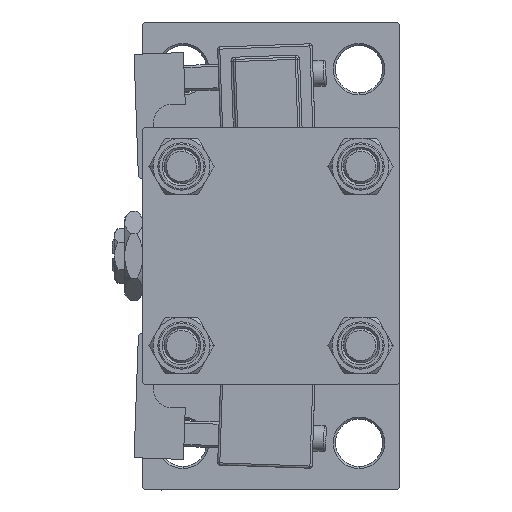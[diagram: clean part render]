
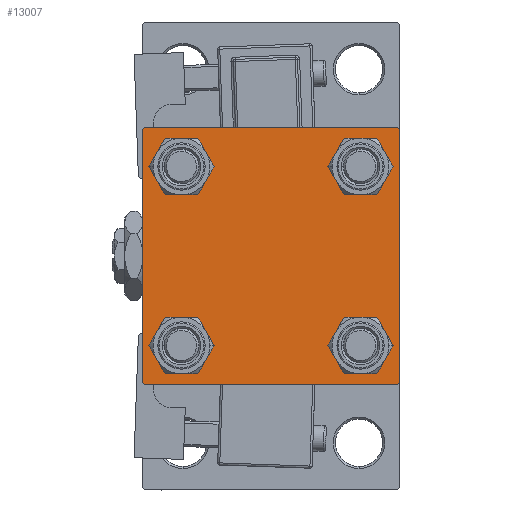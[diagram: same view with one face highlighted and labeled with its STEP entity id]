
A CAD part, left-side view. The second image highlights one B-rep face of the part: STEP entity #13007.
In plain terms, the highlighted planar face has unit normal (-1, 0, 0).
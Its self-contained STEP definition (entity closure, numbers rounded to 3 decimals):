
#250 = VECTOR ( 'NONE', #32407, 1000. ) ;
#664 = AXIS2_PLACEMENT_3D ( 'NONE', #13792, #21650, #17208 ) ;
#850 = FACE_BOUND ( 'NONE', #12889, .T. ) ;
#2024 = EDGE_CURVE ( 'NONE', #43925, #39535, #47433, .T. ) ;
#2133 = CIRCLE ( 'NONE', #19620, 4.5 ) ;
#2361 = EDGE_LOOP ( 'NONE', ( #16173, #24914 ) ) ;
#3395 = VECTOR ( 'NONE', #31588, 1000. ) ;
#3616 = VECTOR ( 'NONE', #45546, 1000. ) ;
#3711 = DIRECTION ( 'NONE',  ( 0., 0., 1. ) ) ;
#3853 = VECTOR ( 'NONE', #4189, 1000. ) ;
#3987 = EDGE_CURVE ( 'NONE', #33764, #43428, #5206, .T. ) ;
#4189 = DIRECTION ( 'NONE',  ( 0., 0., -1. ) ) ;
#4305 = AXIS2_PLACEMENT_3D ( 'NONE', #34802, #31149, #11267 ) ;
#4447 = VERTEX_POINT ( 'NONE', #7182 ) ;
#4879 = EDGE_CURVE ( 'NONE', #36205, #38087, #32399, .T. ) ;
#4959 = CARTESIAN_POINT ( 'NONE',  ( 0., -30., 29.5 ) ) ;
#5206 = LINE ( 'NONE', #33677, #41527 ) ;
#5354 = VERTEX_POINT ( 'NONE', #4959 ) ;
#5580 = DIRECTION ( 'NONE',  ( 0., 0., 1. ) ) ;
#5750 = DIRECTION ( 'NONE',  ( 1., 0., 0. ) ) ;
#6194 = VERTEX_POINT ( 'NONE', #31904 ) ;
#6272 = ORIENTED_EDGE ( 'NONE', *, *, #30846, .F. ) ;
#6280 = DIRECTION ( 'NONE',  ( 0., 0., 1. ) ) ;
#6317 = AXIS2_PLACEMENT_3D ( 'NONE', #30654, #46601, #5580 ) ;
#6408 = DIRECTION ( 'NONE',  ( 1., 0., 0. ) ) ;
#6578 = FACE_OUTER_BOUND ( 'NONE', #11852, .T. ) ;
#7182 = CARTESIAN_POINT ( 'NONE',  ( 0., 29.5, -30. ) ) ;
#8851 = ORIENTED_EDGE ( 'NONE', *, *, #19032, .T. ) ;
#8961 = LINE ( 'NONE', #49455, #3616 ) ;
#10658 = EDGE_CURVE ( 'NONE', #16518, #6194, #20336, .T. ) ;
#11267 = DIRECTION ( 'NONE',  ( 0., 0., 1. ) ) ;
#11852 = EDGE_LOOP ( 'NONE', ( #35327, #22100, #8851, #41256, #6272, #28093, #26406, #25736 ) ) ;
#11930 = CIRCLE ( 'NONE', #41147, 4.5 ) ;
#12889 = EDGE_LOOP ( 'NONE', ( #23861, #28357 ) ) ;
#13007 = ADVANCED_FACE ( 'NONE', ( #37692, #36672, #850, #16791, #6578 ), #46571, .T. ) ;
#13467 = CARTESIAN_POINT ( 'NONE',  ( 0., 20.85, 16.35 ) ) ;
#13653 = CARTESIAN_POINT ( 'NONE',  ( 0., -29.75, 29.75 ) ) ;
#13792 = CARTESIAN_POINT ( 'NONE',  ( 0., -20.85, 20.85 ) ) ;
#14355 = CARTESIAN_POINT ( 'NONE',  ( 0., 20.85, -20.85 ) ) ;
#14892 = CARTESIAN_POINT ( 'NONE',  ( 0., -20.85, -16.35 ) ) ;
#16173 = ORIENTED_EDGE ( 'NONE', *, *, #28725, .T. ) ;
#16518 = VERTEX_POINT ( 'NONE', #49807 ) ;
#16791 = FACE_BOUND ( 'NONE', #40511, .T. ) ;
#16915 = VERTEX_POINT ( 'NONE', #48624 ) ;
#17208 = DIRECTION ( 'NONE',  ( 0., 0., 1. ) ) ;
#17320 = LINE ( 'NONE', #13653, #39143 ) ;
#17488 = CARTESIAN_POINT ( 'NONE',  ( 0., -29.5, -30. ) ) ;
#17514 = CARTESIAN_POINT ( 'NONE',  ( 0., -30., -29.5 ) ) ;
#18149 = CARTESIAN_POINT ( 'NONE',  ( 0., 20.85, -20.85 ) ) ;
#18603 = CARTESIAN_POINT ( 'NONE',  ( 0., -20.85, -20.85 ) ) ;
#19032 = EDGE_CURVE ( 'NONE', #4447, #33764, #36586, .T. ) ;
#19148 = DIRECTION ( 'NONE',  ( 0., 0., 1. ) ) ;
#19620 = AXIS2_PLACEMENT_3D ( 'NONE', #14355, #5750, #21687 ) ;
#19979 = EDGE_CURVE ( 'NONE', #41027, #4447, #22295, .T. ) ;
#20336 = LINE ( 'NONE', #35762, #3395 ) ;
#21650 = DIRECTION ( 'NONE',  ( 1., 0., 0. ) ) ;
#21687 = DIRECTION ( 'NONE',  ( 0., 0., 1. ) ) ;
#21983 = ORIENTED_EDGE ( 'NONE', *, *, #29645, .T. ) ;
#22100 = ORIENTED_EDGE ( 'NONE', *, *, #19979, .T. ) ;
#22195 = ORIENTED_EDGE ( 'NONE', *, *, #48719, .T. ) ;
#22295 = LINE ( 'NONE', #50005, #41218 ) ;
#22346 = DIRECTION ( 'NONE',  ( 0., 0., 1. ) ) ;
#23087 = DIRECTION ( 'NONE',  ( 1., 0., 0. ) ) ;
#23147 = DIRECTION ( 'NONE',  ( 1., 0., 0. ) ) ;
#23339 = EDGE_CURVE ( 'NONE', #6194, #41027, #41656, .T. ) ;
#23861 = ORIENTED_EDGE ( 'NONE', *, *, #25777, .T. ) ;
#24361 = EDGE_CURVE ( 'NONE', #16915, #42175, #37183, .T. ) ;
#24914 = ORIENTED_EDGE ( 'NONE', *, *, #24361, .T. ) ;
#25736 = ORIENTED_EDGE ( 'NONE', *, *, #10658, .T. ) ;
#25777 = EDGE_CURVE ( 'NONE', #39535, #43925, #2133, .T. ) ;
#26126 = VERTEX_POINT ( 'NONE', #42454 ) ;
#26406 = ORIENTED_EDGE ( 'NONE', *, *, #49974, .F. ) ;
#26998 = CARTESIAN_POINT ( 'NONE',  ( 0., 30., -29.5 ) ) ;
#27217 = CIRCLE ( 'NONE', #6317, 4.5 ) ;
#28093 = ORIENTED_EDGE ( 'NONE', *, *, #37244, .T. ) ;
#28335 = CARTESIAN_POINT ( 'NONE',  ( 0., -20.85, 25.35 ) ) ;
#28357 = ORIENTED_EDGE ( 'NONE', *, *, #2024, .T. ) ;
#28526 = ORIENTED_EDGE ( 'NONE', *, *, #4879, .T. ) ;
#28725 = EDGE_CURVE ( 'NONE', #42175, #16915, #42167, .T. ) ;
#28734 = DIRECTION ( 'NONE',  ( 0., -0.707, 0.707 ) ) ;
#29645 = EDGE_CURVE ( 'NONE', #44017, #34919, #27217, .T. ) ;
#29966 = AXIS2_PLACEMENT_3D ( 'NONE', #31348, #42087, #6280 ) ;
#30654 = CARTESIAN_POINT ( 'NONE',  ( 0., 20.85, 20.85 ) ) ;
#30846 = EDGE_CURVE ( 'NONE', #5354, #43428, #39984, .T. ) ;
#31149 = DIRECTION ( 'NONE',  ( -1., 0., 0. ) ) ;
#31348 = CARTESIAN_POINT ( 'NONE',  ( 0., -20.85, 20.85 ) ) ;
#31588 = DIRECTION ( 'NONE',  ( 0., 0.707, -0.707 ) ) ;
#31904 = CARTESIAN_POINT ( 'NONE',  ( 0., 30., 29.5 ) ) ;
#32399 = CIRCLE ( 'NONE', #664, 4.5 ) ;
#32407 = DIRECTION ( 'NONE',  ( 0., -1., 0. ) ) ;
#32410 = CARTESIAN_POINT ( 'NONE',  ( 0., -30., 30. ) ) ;
#32673 = ORIENTED_EDGE ( 'NONE', *, *, #36735, .T. ) ;
#33677 = CARTESIAN_POINT ( 'NONE',  ( 0., -29.75, -29.75 ) ) ;
#33764 = VERTEX_POINT ( 'NONE', #17488 ) ;
#34658 = CARTESIAN_POINT ( 'NONE',  ( 0., 20.85, 20.85 ) ) ;
#34671 = AXIS2_PLACEMENT_3D ( 'NONE', #18603, #42668, #3711 ) ;
#34786 = EDGE_LOOP ( 'NONE', ( #28526, #32673 ) ) ;
#34802 = CARTESIAN_POINT ( 'NONE',  ( 0., 0., 0. ) ) ;
#34919 = VERTEX_POINT ( 'NONE', #49322 ) ;
#35327 = ORIENTED_EDGE ( 'NONE', *, *, #23339, .T. ) ;
#35762 = CARTESIAN_POINT ( 'NONE',  ( 0., 29.75, 29.75 ) ) ;
#36205 = VERTEX_POINT ( 'NONE', #28335 ) ;
#36251 = CARTESIAN_POINT ( 'NONE',  ( 0., 20.85, -25.35 ) ) ;
#36349 = AXIS2_PLACEMENT_3D ( 'NONE', #39034, #23087, #19148 ) ;
#36584 = AXIS2_PLACEMENT_3D ( 'NONE', #18149, #6408, #22346 ) ;
#36586 = LINE ( 'NONE', #48092, #250 ) ;
#36672 = FACE_BOUND ( 'NONE', #2361, .T. ) ;
#36692 = DIRECTION ( 'NONE',  ( 0., 0.707, 0.707 ) ) ;
#36735 = EDGE_CURVE ( 'NONE', #38087, #36205, #44163, .T. ) ;
#37183 = CIRCLE ( 'NONE', #36349, 4.5 ) ;
#37244 = EDGE_CURVE ( 'NONE', #5354, #26126, #17320, .T. ) ;
#37692 = FACE_BOUND ( 'NONE', #34786, .T. ) ;
#37994 = DIRECTION ( 'NONE',  ( 0., 0., -1. ) ) ;
#38087 = VERTEX_POINT ( 'NONE', #47757 ) ;
#39034 = CARTESIAN_POINT ( 'NONE',  ( 0., -20.85, -20.85 ) ) ;
#39143 = VECTOR ( 'NONE', #36692, 1000. ) ;
#39535 = VERTEX_POINT ( 'NONE', #44507 ) ;
#39984 = LINE ( 'NONE', #32410, #3853 ) ;
#40511 = EDGE_LOOP ( 'NONE', ( #22195, #21983 ) ) ;
#41027 = VERTEX_POINT ( 'NONE', #26998 ) ;
#41147 = AXIS2_PLACEMENT_3D ( 'NONE', #34658, #23147, #50593 ) ;
#41218 = VECTOR ( 'NONE', #49741, 1000. ) ;
#41256 = ORIENTED_EDGE ( 'NONE', *, *, #3987, .T. ) ;
#41527 = VECTOR ( 'NONE', #28734, 1000. ) ;
#41656 = LINE ( 'NONE', #45844, #42982 ) ;
#42087 = DIRECTION ( 'NONE',  ( 1., 0., 0. ) ) ;
#42167 = CIRCLE ( 'NONE', #34671, 4.5 ) ;
#42175 = VERTEX_POINT ( 'NONE', #14892 ) ;
#42454 = CARTESIAN_POINT ( 'NONE',  ( 0., -29.5, 30. ) ) ;
#42668 = DIRECTION ( 'NONE',  ( 1., 0., 0. ) ) ;
#42982 = VECTOR ( 'NONE', #37994, 1000. ) ;
#43428 = VERTEX_POINT ( 'NONE', #17514 ) ;
#43925 = VERTEX_POINT ( 'NONE', #36251 ) ;
#44017 = VERTEX_POINT ( 'NONE', #13467 ) ;
#44163 = CIRCLE ( 'NONE', #29966, 4.5 ) ;
#44507 = CARTESIAN_POINT ( 'NONE',  ( 0., 20.85, -16.35 ) ) ;
#45546 = DIRECTION ( 'NONE',  ( 0., -1., 0. ) ) ;
#45844 = CARTESIAN_POINT ( 'NONE',  ( 0., 30., 30. ) ) ;
#46571 = PLANE ( 'NONE',  #4305 ) ;
#46601 = DIRECTION ( 'NONE',  ( 1., 0., 0. ) ) ;
#47433 = CIRCLE ( 'NONE', #36584, 4.5 ) ;
#47757 = CARTESIAN_POINT ( 'NONE',  ( 0., -20.85, 16.35 ) ) ;
#48092 = CARTESIAN_POINT ( 'NONE',  ( 0., 30., -30. ) ) ;
#48624 = CARTESIAN_POINT ( 'NONE',  ( 0., -20.85, -25.35 ) ) ;
#48719 = EDGE_CURVE ( 'NONE', #34919, #44017, #11930, .T. ) ;
#49322 = CARTESIAN_POINT ( 'NONE',  ( 0., 20.85, 25.35 ) ) ;
#49455 = CARTESIAN_POINT ( 'NONE',  ( 0., 30., 30. ) ) ;
#49741 = DIRECTION ( 'NONE',  ( 0., -0.707, -0.707 ) ) ;
#49807 = CARTESIAN_POINT ( 'NONE',  ( 0., 29.5, 30. ) ) ;
#49974 = EDGE_CURVE ( 'NONE', #16518, #26126, #8961, .T. ) ;
#50005 = CARTESIAN_POINT ( 'NONE',  ( 0., 29.75, -29.75 ) ) ;
#50593 = DIRECTION ( 'NONE',  ( 0., 0., 1. ) ) ;
